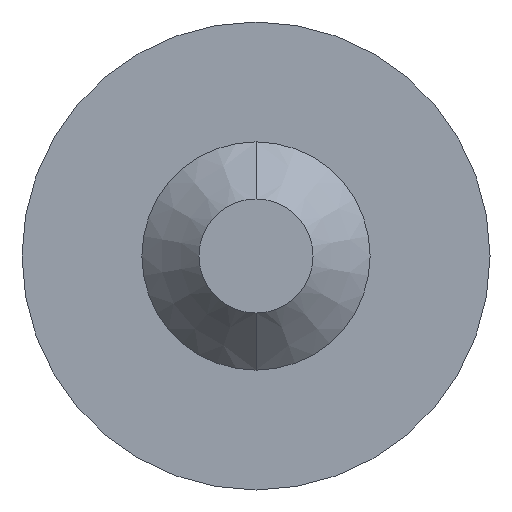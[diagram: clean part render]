
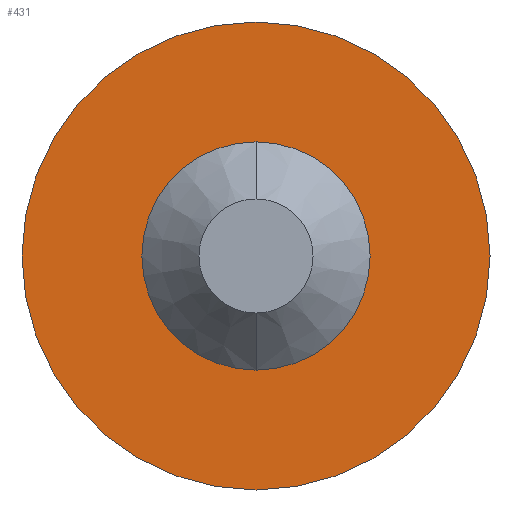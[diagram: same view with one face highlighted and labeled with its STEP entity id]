
A CAD part, front view. The second image highlights one B-rep face of the part: STEP entity #431.
In plain terms, the highlighted planar face has unit normal (0, -1, 0).
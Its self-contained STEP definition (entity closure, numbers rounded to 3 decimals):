
#18 = DIRECTION ( 'NONE',  ( 0., 0., 1. ) ) ;
#26 = VERTEX_POINT ( 'NONE', #186 ) ;
#71 = EDGE_LOOP ( 'NONE', ( #314, #263 ) ) ;
#75 = CIRCLE ( 'NONE', #95, 1. ) ;
#79 = DIRECTION ( 'NONE',  ( 0., 0., 1. ) ) ;
#95 = AXIS2_PLACEMENT_3D ( 'NONE', #524, #279, #520 ) ;
#98 = AXIS2_PLACEMENT_3D ( 'NONE', #464, #601, #18 ) ;
#100 = FACE_BOUND ( 'NONE', #195, .T. ) ;
#102 = EDGE_CURVE ( 'NONE', #127, #26, #320, .T. ) ;
#115 = DIRECTION ( 'NONE',  ( 0., 1., 0. ) ) ;
#127 = VERTEX_POINT ( 'NONE', #458 ) ;
#157 = CARTESIAN_POINT ( 'NONE',  ( 0., 0., 0. ) ) ;
#186 = CARTESIAN_POINT ( 'NONE',  ( 0., 0., -2.05 ) ) ;
#193 = AXIS2_PLACEMENT_3D ( 'NONE', #157, #115, #79 ) ;
#195 = EDGE_LOOP ( 'NONE', ( #386, #240 ) ) ;
#208 = CARTESIAN_POINT ( 'NONE',  ( 0., 0., 0. ) ) ;
#231 = AXIS2_PLACEMENT_3D ( 'NONE', #454, #544, #400 ) ;
#233 = EDGE_CURVE ( 'NONE', #532, #354, #559, .T. ) ;
#240 = ORIENTED_EDGE ( 'NONE', *, *, #233, .T. ) ;
#252 = DIRECTION ( 'NONE',  ( 0., 0., 1. ) ) ;
#263 = ORIENTED_EDGE ( 'NONE', *, *, #102, .F. ) ;
#268 = PLANE ( 'NONE',  #193 ) ;
#273 = CARTESIAN_POINT ( 'NONE',  ( 0., 0., -1. ) ) ;
#279 = DIRECTION ( 'NONE',  ( 0., 1., 0. ) ) ;
#314 = ORIENTED_EDGE ( 'NONE', *, *, #445, .F. ) ;
#320 = CIRCLE ( 'NONE', #231, 2.05 ) ;
#354 = VERTEX_POINT ( 'NONE', #583 ) ;
#360 = AXIS2_PLACEMENT_3D ( 'NONE', #208, #457, #252 ) ;
#371 = CIRCLE ( 'NONE', #360, 2.05 ) ;
#386 = ORIENTED_EDGE ( 'NONE', *, *, #607, .T. ) ;
#400 = DIRECTION ( 'NONE',  ( 0., 0., 1. ) ) ;
#431 = ADVANCED_FACE ( 'NONE', ( #100, #633 ), #268, .F. ) ;
#445 = EDGE_CURVE ( 'NONE', #26, #127, #371, .T. ) ;
#454 = CARTESIAN_POINT ( 'NONE',  ( 0., 0., 0. ) ) ;
#457 = DIRECTION ( 'NONE',  ( 0., 1., 0. ) ) ;
#458 = CARTESIAN_POINT ( 'NONE',  ( 0., 0., 2.05 ) ) ;
#464 = CARTESIAN_POINT ( 'NONE',  ( 0., 0., 0. ) ) ;
#520 = DIRECTION ( 'NONE',  ( 0., 0., 1. ) ) ;
#524 = CARTESIAN_POINT ( 'NONE',  ( 0., 0., 0. ) ) ;
#532 = VERTEX_POINT ( 'NONE', #273 ) ;
#544 = DIRECTION ( 'NONE',  ( 0., 1., 0. ) ) ;
#559 = CIRCLE ( 'NONE', #98, 1. ) ;
#583 = CARTESIAN_POINT ( 'NONE',  ( 0., 0., 1. ) ) ;
#601 = DIRECTION ( 'NONE',  ( 0., 1., 0. ) ) ;
#607 = EDGE_CURVE ( 'NONE', #354, #532, #75, .T. ) ;
#633 = FACE_OUTER_BOUND ( 'NONE', #71, .T. ) ;
